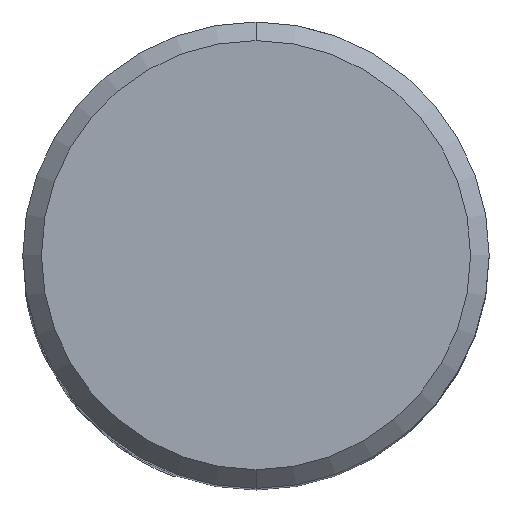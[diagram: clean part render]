
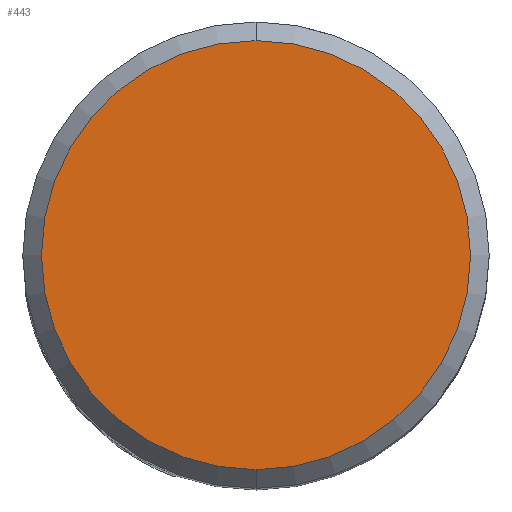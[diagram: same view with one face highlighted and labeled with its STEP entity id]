
A CAD part, top view. The second image highlights one B-rep face of the part: STEP entity #443.
In plain terms, the highlighted planar face has unit normal (0, 0, 1).
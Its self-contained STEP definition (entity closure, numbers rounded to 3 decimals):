
#417=VERTEX_POINT('',#1066);
#443=ADVANCED_FACE('',(#1097),#1098,.T.);
#549=EDGE_CURVE('',#417,#747,#1212,.T.);
#715=EDGE_CURVE('',#747,#417,#1392,.T.);
#747=VERTEX_POINT('',#1431);
#1066=CARTESIAN_POINT('',(0.0,11.5,0.0));
#1097=FACE_OUTER_BOUND('',#1998,.T.);
#1098=PLANE('',#1999);
#1212=CIRCLE('',#2466,11.5);
#1392=CIRCLE('',#3692,11.5);
#1431=CARTESIAN_POINT('',(0.,-11.5,0.0));
#1998=EDGE_LOOP('',(#5416,#5417));
#1999=AXIS2_PLACEMENT_3D('',#5418,#5419,#5420);
#2466=AXIS2_PLACEMENT_3D('',#5528,#5529,#5530);
#3692=AXIS2_PLACEMENT_3D('',#5702,#5703,#5704);
#5416=ORIENTED_EDGE('',*,*,#549,.F.);
#5417=ORIENTED_EDGE('',*,*,#715,.F.);
#5418=CARTESIAN_POINT('',(0.0,5.75,0.0));
#5419=DIRECTION('',(-0.0,0.0,1.0));
#5420=DIRECTION('',(0.0,-1.0,0.0));
#5528=CARTESIAN_POINT('',(0.0,0.0,0.0));
#5529=DIRECTION('',(0.0,0.0,-1.0));
#5530=DIRECTION('',(0.0,1.0,0.0));
#5702=CARTESIAN_POINT('',(0.0,0.0,0.0));
#5703=DIRECTION('',(0.0,0.0,-1.0));
#5704=DIRECTION('',(0.0,1.0,0.0));
